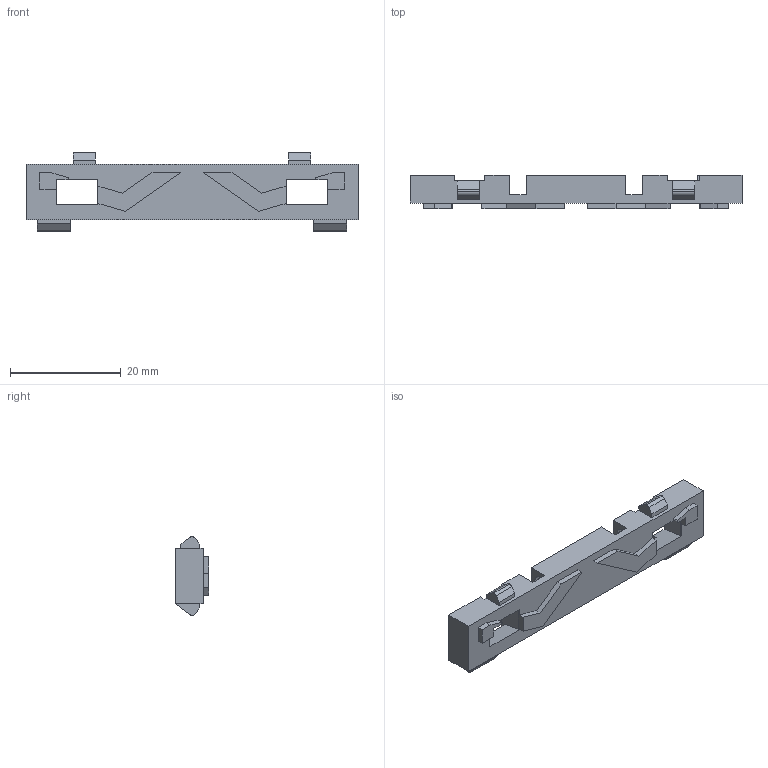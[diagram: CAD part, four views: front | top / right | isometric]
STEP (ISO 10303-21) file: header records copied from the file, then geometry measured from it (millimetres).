
FILE_DESCRIPTION (( 'STEP AP203' ), '1' );
FILE_NAME ('tread-plate-x70.STEP', '2019-10-22T11:35:33', ( '' ), ( '' ), 'SwSTEP 2.0', 'SolidWorks 2013', '' );
FILE_SCHEMA (( 'CONFIG_CONTROL_DESIGN' ));
Length unit declared in the file: millimetre
Products named in the file (1): tread-plate-x70
Bounding box: 60 x 6 x 14.24 mm (x, y, z)
Volume: 2215.9 mm3; surface area: 2483.1 mm2
Topology: 1 solids, 1 shells, 154 faces, 450 edges, 296 vertices
Faces by surface type: plane 122, cylinder 32
Entity records: 5095 total; most frequent: CARTESIAN_POINT 949, ORIENTED_EDGE 900, DIRECTION 776, EDGE_CURVE 450, VECTOR 402, LINE 402, VERTEX_POINT 296, AXIS2_PLACEMENT_3D 187
